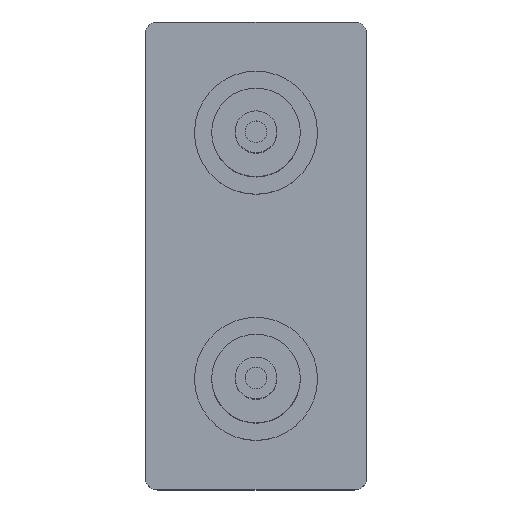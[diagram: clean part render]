
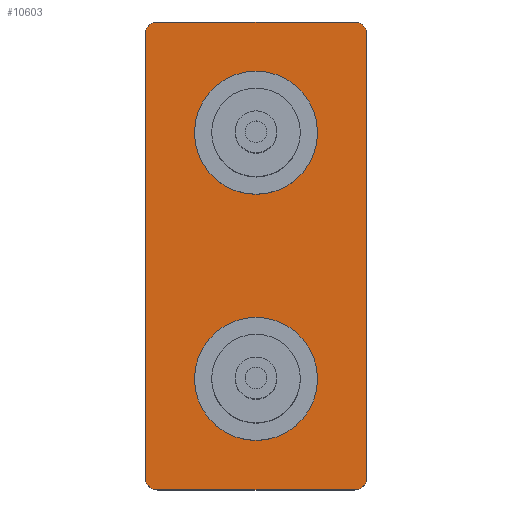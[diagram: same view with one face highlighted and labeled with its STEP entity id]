
A CAD part, top view. The second image highlights one B-rep face of the part: STEP entity #10603.
In plain terms, the highlighted planar face has unit normal (0, 0, 1).
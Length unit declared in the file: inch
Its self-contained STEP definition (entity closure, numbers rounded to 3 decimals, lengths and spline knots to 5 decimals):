
#10007=DIRECTION('',(0.,-1.,0.));
#10008=VECTOR('',#10007,0.9);
#10009=CARTESIAN_POINT('',(-0.225,0.925,0.));
#10010=LINE('',#10009,#10008);
#10055=CARTESIAN_POINT('',(0.,0.725,0.));
#10056=DIRECTION('',(0.,0.,-1.));
#10057=DIRECTION('',(-1.,0.,0.));
#10058=AXIS2_PLACEMENT_3D('',#10055,#10056,#10057);
#10060=CARTESIAN_POINT('',(0.,0.725,0.));
#10061=DIRECTION('',(0.,0.,-1.));
#10062=DIRECTION('',(1.,0.,0.));
#10063=AXIS2_PLACEMENT_3D('',#10060,#10061,#10062);
#10065=CARTESIAN_POINT('',(0.,0.225,0.));
#10066=DIRECTION('',(0.,0.,-1.));
#10067=DIRECTION('',(1.,0.,0.));
#10068=AXIS2_PLACEMENT_3D('',#10065,#10066,#10067);
#10070=CARTESIAN_POINT('',(0.,0.225,0.));
#10071=DIRECTION('',(0.,0.,-1.));
#10072=DIRECTION('',(-1.,0.,0.));
#10073=AXIS2_PLACEMENT_3D('',#10070,#10071,#10072);
#10075=CARTESIAN_POINT('',(0.2,0.925,0.));
#10076=DIRECTION('',(0.,0.,1.));
#10077=DIRECTION('',(1.,0.,0.));
#10078=AXIS2_PLACEMENT_3D('',#10075,#10076,#10077);
#10080=CARTESIAN_POINT('',(0.2,0.025,0.));
#10081=DIRECTION('',(0.,0.,1.));
#10082=DIRECTION('',(0.,-1.,0.));
#10083=AXIS2_PLACEMENT_3D('',#10080,#10081,#10082);
#10085=CARTESIAN_POINT('',(-0.2,0.025,0.));
#10086=DIRECTION('',(0.,0.,1.));
#10087=DIRECTION('',(-1.,0.,0.));
#10088=AXIS2_PLACEMENT_3D('',#10085,#10086,#10087);
#10090=CARTESIAN_POINT('',(-0.2,0.925,0.));
#10091=DIRECTION('',(0.,0.,1.));
#10092=DIRECTION('',(0.,1.,0.));
#10093=AXIS2_PLACEMENT_3D('',#10090,#10091,#10092);
#10095=DIRECTION('',(1.,0.,0.));
#10096=VECTOR('',#10095,0.4);
#10097=CARTESIAN_POINT('',(-0.2,0.95,0.));
#10098=LINE('',#10097,#10096);
#10269=DIRECTION('',(0.,-1.,0.));
#10270=VECTOR('',#10269,0.9);
#10271=CARTESIAN_POINT('',(0.225,0.925,0.));
#10272=LINE('',#10271,#10270);
#10363=DIRECTION('',(1.,0.,0.));
#10364=VECTOR('',#10363,0.4);
#10365=CARTESIAN_POINT('',(-0.2,0.,0.));
#10366=LINE('',#10365,#10364);
#10421=CARTESIAN_POINT('',(-0.102,0.725,0.));
#10422=CARTESIAN_POINT('',(0.102,0.725,0.));
#10423=VERTEX_POINT('',#10421);
#10424=VERTEX_POINT('',#10422);
#10429=CARTESIAN_POINT('',(0.102,0.225,0.));
#10430=CARTESIAN_POINT('',(-0.102,0.225,0.));
#10431=VERTEX_POINT('',#10429);
#10432=VERTEX_POINT('',#10430);
#10469=CARTESIAN_POINT('',(0.225,0.925,0.));
#10470=CARTESIAN_POINT('',(0.2,0.95,0.));
#10471=VERTEX_POINT('',#10469);
#10472=VERTEX_POINT('',#10470);
#10478=CARTESIAN_POINT('',(-0.2,0.95,0.));
#10479=VERTEX_POINT('',#10478);
#10480=CARTESIAN_POINT('',(-0.225,0.925,0.));
#10481=VERTEX_POINT('',#10480);
#10482=CARTESIAN_POINT('',(-0.225,0.025,0.));
#10483=CARTESIAN_POINT('',(-0.2,0.,0.));
#10484=VERTEX_POINT('',#10482);
#10485=VERTEX_POINT('',#10483);
#10491=CARTESIAN_POINT('',(0.2,0.,0.));
#10492=VERTEX_POINT('',#10491);
#10493=CARTESIAN_POINT('',(0.225,0.025,0.));
#10494=VERTEX_POINT('',#10493);
#10571=CARTESIAN_POINT('',(-0.225,0.95,0.));
#10572=DIRECTION('',(0.,0.,1.));
#10573=DIRECTION('',(0.,-1.,0.));
#10574=AXIS2_PLACEMENT_3D('',#10571,#10572,#10573);
#10575=PLANE('',#10574);
#10576=ORIENTED_EDGE('',*,*,#10561,.F.);
#10578=ORIENTED_EDGE('',*,*,#10577,.T.);
#10580=ORIENTED_EDGE('',*,*,#10579,.F.);
#10582=ORIENTED_EDGE('',*,*,#10581,.F.);
#10584=ORIENTED_EDGE('',*,*,#10583,.F.);
#10585=ORIENTED_EDGE('',*,*,#10510,.F.);
#10586=ORIENTED_EDGE('',*,*,#10532,.F.);
#10588=ORIENTED_EDGE('',*,*,#10587,.T.);
#10589=EDGE_LOOP('',(#10576,#10578,#10580,#10582,#10584,#10585,#10586,#10588));
#10590=FACE_OUTER_BOUND('',#10589,.F.);
#10592=ORIENTED_EDGE('',*,*,#10591,.F.);
#10594=ORIENTED_EDGE('',*,*,#10593,.F.);
#10595=EDGE_LOOP('',(#10592,#10594));
#10596=FACE_BOUND('',#10595,.F.);
#10598=ORIENTED_EDGE('',*,*,#10597,.F.);
#10600=ORIENTED_EDGE('',*,*,#10599,.F.);
#10601=EDGE_LOOP('',(#10598,#10600));
#10602=FACE_BOUND('',#10601,.F.);
#10603=ADVANCED_FACE('',(#10590,#10596,#10602),#10575,.T.);
#10059=CIRCLE('',#10058,0.102);
#10064=CIRCLE('',#10063,0.102);
#10069=CIRCLE('',#10068,0.102);
#10074=CIRCLE('',#10073,0.102);
#10079=CIRCLE('',#10078,0.025);
#10084=CIRCLE('',#10083,0.025);
#10089=CIRCLE('',#10088,0.025);
#10094=CIRCLE('',#10093,0.025);
#10510=EDGE_CURVE('',#10481,#10484,#10010,.T.);
#10532=EDGE_CURVE('',#10479,#10481,#10094,.T.);
#10561=EDGE_CURVE('',#10471,#10472,#10079,.T.);
#10577=EDGE_CURVE('',#10471,#10494,#10272,.T.);
#10579=EDGE_CURVE('',#10492,#10494,#10084,.T.);
#10581=EDGE_CURVE('',#10485,#10492,#10366,.T.);
#10583=EDGE_CURVE('',#10484,#10485,#10089,.T.);
#10587=EDGE_CURVE('',#10479,#10472,#10098,.T.);
#10591=EDGE_CURVE('',#10431,#10432,#10069,.T.);
#10593=EDGE_CURVE('',#10432,#10431,#10074,.T.);
#10597=EDGE_CURVE('',#10423,#10424,#10059,.T.);
#10599=EDGE_CURVE('',#10424,#10423,#10064,.T.);
